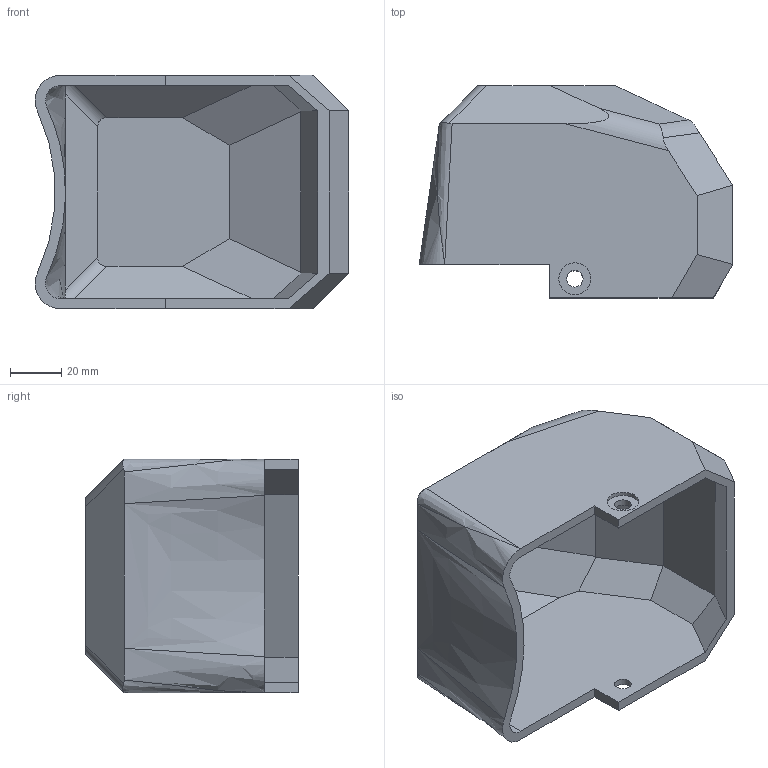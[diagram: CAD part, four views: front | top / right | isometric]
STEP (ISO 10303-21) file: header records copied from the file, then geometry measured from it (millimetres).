
FILE_DESCRIPTION(/* description */ (''),/* implementation_level */ '2;1');
FILE_NAME(/* name */ 'Optical Lid.stp',/* time_stamp */ '2026-01-27T18:26:13-05:00',/* author */ ('mumin'),/* organization */ (''),/* preprocessor_version */ 'ST-DEVELOPER v20.1',/* originating_system */ 'Autodesk Inventor 2026',/* authorisation */ '');
FILE_SCHEMA (('AUTOMOTIVE_DESIGN { 1 0 10303 214 3 1 1 }'));
Length unit declared in the file: millimetre
Products named in the file (1): Camera Cover
Bounding box: 122.88 x 83.2 x 91.6 mm (x, y, z)
Volume: 127144.8 mm3; surface area: 68660.7 mm2
Topology: 1 solids, 1 shells, 291 faces, 787 edges, 520 vertices
Faces by surface type: plane 180, bspline 99, cylinder 12
Full cylindrical faces by diameter (mm): 6.5 x2, 12.5 x2
Entity records: 10404 total; most frequent: CARTESIAN_POINT 3709, ORIENTED_EDGE 1570, DIRECTION 994, EDGE_CURVE 785, LINE 554, VECTOR 554, VERTEX_POINT 520, EDGE_LOOP 319
